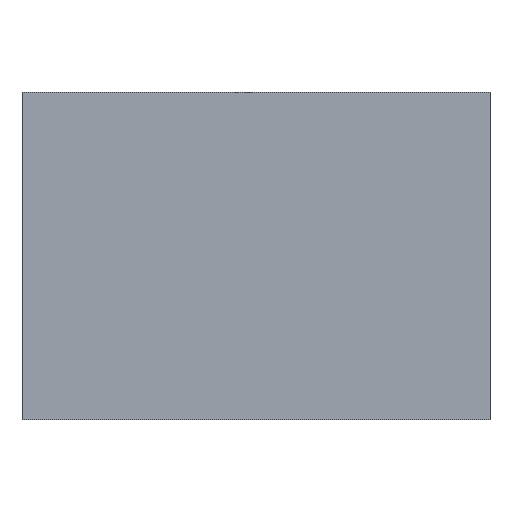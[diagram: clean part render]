
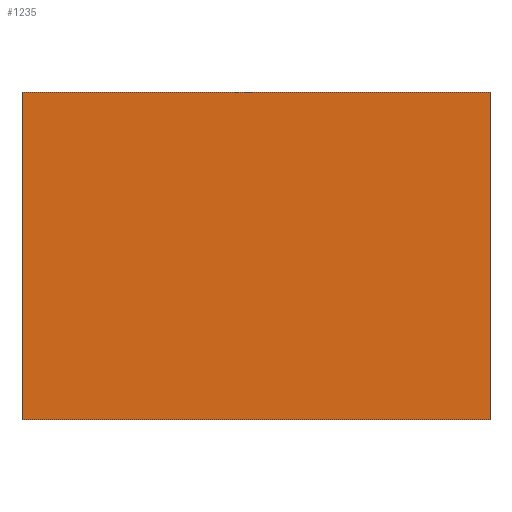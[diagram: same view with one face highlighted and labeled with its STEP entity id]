
A CAD part, front view. The second image highlights one B-rep face of the part: STEP entity #1235.
In plain terms, the highlighted planar face has unit normal (0, -1, 0).
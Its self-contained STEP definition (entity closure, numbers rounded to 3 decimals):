
#59=DIRECTION('',(1.,0.,0.));
#60=VECTOR('',#59,0.5);
#61=CARTESIAN_POINT('',(-0.25,-0.5,0.));
#62=LINE('',#61,#60);
#136=DIRECTION('',(0.,0.,1.));
#137=VECTOR('',#136,0.35);
#138=CARTESIAN_POINT('',(0.25,-0.5,0.));
#139=LINE('',#138,#137);
#444=DIRECTION('',(1.,0.,0.));
#445=VECTOR('',#444,0.5);
#446=CARTESIAN_POINT('',(-0.25,-0.5,0.35));
#447=LINE('',#446,#445);
#584=DIRECTION('',(0.,0.,1.));
#585=VECTOR('',#584,0.35);
#586=CARTESIAN_POINT('',(-0.25,-0.5,0.));
#587=LINE('',#586,#585);
#609=CARTESIAN_POINT('',(-0.25,-0.5,0.));
#610=CARTESIAN_POINT('',(0.25,-0.5,0.));
#611=VERTEX_POINT('',#609);
#612=VERTEX_POINT('',#610);
#617=CARTESIAN_POINT('',(-0.25,-0.5,0.35));
#618=CARTESIAN_POINT('',(0.25,-0.5,0.35));
#619=VERTEX_POINT('',#617);
#620=VERTEX_POINT('',#618);
#1224=CARTESIAN_POINT('',(-0.25,-0.5,0.));
#1225=DIRECTION('',(0.,-1.,0.));
#1226=DIRECTION('',(1.,0.,0.));
#1227=AXIS2_PLACEMENT_3D('',#1224,#1225,#1226);
#1228=PLANE('',#1227);
#1229=ORIENTED_EDGE('',*,*,#718,.F.);
#1230=ORIENTED_EDGE('',*,*,#896,.T.);
#1231=ORIENTED_EDGE('',*,*,#993,.T.);
#1232=ORIENTED_EDGE('',*,*,#800,.F.);
#1233=EDGE_LOOP('',(#1229,#1230,#1231,#1232));
#1234=FACE_OUTER_BOUND('',#1233,.F.);
#1235=ADVANCED_FACE('',(#1234),#1228,.T.);
#718=EDGE_CURVE('',#611,#612,#62,.T.);
#800=EDGE_CURVE('',#612,#620,#139,.T.);
#896=EDGE_CURVE('',#611,#619,#587,.T.);
#993=EDGE_CURVE('',#619,#620,#447,.T.);
